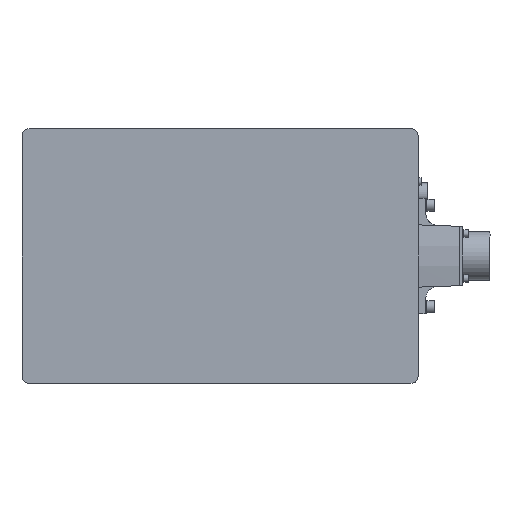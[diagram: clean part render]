
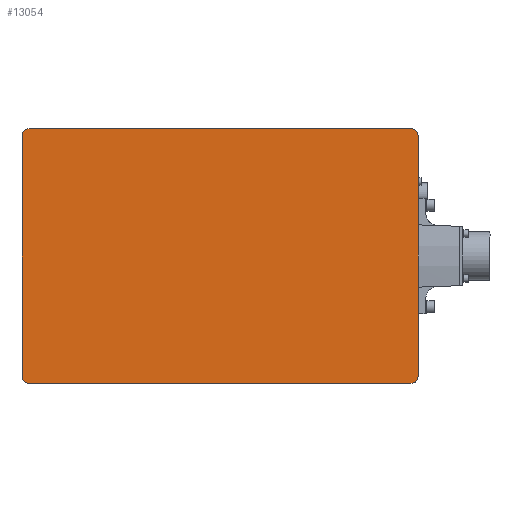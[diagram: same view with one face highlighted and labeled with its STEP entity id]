
A CAD part, front view. The second image highlights one B-rep face of the part: STEP entity #13054.
In plain terms, the highlighted face is planar.
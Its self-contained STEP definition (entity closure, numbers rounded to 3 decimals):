
#1112 = LINE ( 'NONE', #22224, #15878 ) ;
#1309 = ORIENTED_EDGE ( 'NONE', *, *, #23783, .T. ) ;
#1363 = DIRECTION ( 'NONE',  ( -1., 0., 0. ) ) ;
#1431 = CARTESIAN_POINT ( 'NONE',  ( 85., -40., -119. ) ) ;
#1667 = ORIENTED_EDGE ( 'NONE', *, *, #17145, .T. ) ;
#1810 = CARTESIAN_POINT ( 'NONE',  ( -90., 230., -119. ) ) ;
#1875 = DIRECTION ( 'NONE',  ( 0., 0., -1. ) ) ;
#2204 = VERTEX_POINT ( 'NONE', #13135 ) ;
#2450 = ORIENTED_EDGE ( 'NONE', *, *, #23692, .T. ) ;
#3087 = DIRECTION ( 'NONE',  ( -1., 0., 0. ) ) ;
#3340 = PLANE ( 'NONE',  #3576 ) ;
#3576 = AXIS2_PLACEMENT_3D ( 'NONE', #1431, #13282, #13040 ) ;
#3743 = CARTESIAN_POINT ( 'NONE',  ( 90., 230., -119. ) ) ;
#3936 = LINE ( 'NONE', #13499, #6814 ) ;
#4736 = AXIS2_PLACEMENT_3D ( 'NONE', #22265, #1875, #5444 ) ;
#4868 = LINE ( 'NONE', #12528, #23489 ) ;
#5254 = AXIS2_PLACEMENT_3D ( 'NONE', #8129, #17260, #13426 ) ;
#5444 = DIRECTION ( 'NONE',  ( -1., 0., 0. ) ) ;
#5476 = ORIENTED_EDGE ( 'NONE', *, *, #22766, .T. ) ;
#6099 = EDGE_CURVE ( 'NONE', #22479, #13290, #9131, .T. ) ;
#6573 = DIRECTION ( 'NONE',  ( 1., 0., 0. ) ) ;
#6814 = VECTOR ( 'NONE', #8326, 1000. ) ;
#6933 = EDGE_CURVE ( 'NONE', #24481, #18173, #3936, .T. ) ;
#6989 = CARTESIAN_POINT ( 'NONE',  ( -85., -40., -119. ) ) ;
#8129 = CARTESIAN_POINT ( 'NONE',  ( 85., 230., -119. ) ) ;
#8248 = ORIENTED_EDGE ( 'NONE', *, *, #8500, .T. ) ;
#8326 = DIRECTION ( 'NONE',  ( 0., -1., 0. ) ) ;
#8500 = EDGE_CURVE ( 'NONE', #24617, #22479, #4868, .T. ) ;
#8595 = AXIS2_PLACEMENT_3D ( 'NONE', #6989, #22543, #3087 ) ;
#9131 = CIRCLE ( 'NONE', #4736, 5. ) ;
#9498 = FACE_OUTER_BOUND ( 'NONE', #12760, .T. ) ;
#10218 = CARTESIAN_POINT ( 'NONE',  ( 85., -45., -119. ) ) ;
#11190 = DIRECTION ( 'NONE',  ( 0., 0., -1. ) ) ;
#11579 = VERTEX_POINT ( 'NONE', #22765 ) ;
#12112 = LINE ( 'NONE', #10218, #23128 ) ;
#12359 = VERTEX_POINT ( 'NONE', #14661 ) ;
#12528 = CARTESIAN_POINT ( 'NONE',  ( -90., -40., -119. ) ) ;
#12760 = EDGE_LOOP ( 'NONE', ( #5476, #1309, #19077, #8248, #21940, #2450, #1667, #13803 ) ) ;
#13040 = DIRECTION ( 'NONE',  ( -1., 0., 0. ) ) ;
#13054 = ADVANCED_FACE ( 'NONE', ( #9498 ), #3340, .T. ) ;
#13135 = CARTESIAN_POINT ( 'NONE',  ( 85., -45., -119. ) ) ;
#13282 = DIRECTION ( 'NONE',  ( 0., 0., -1. ) ) ;
#13290 = VERTEX_POINT ( 'NONE', #21906 ) ;
#13381 = AXIS2_PLACEMENT_3D ( 'NONE', #14627, #11190, #1363 ) ;
#13426 = DIRECTION ( 'NONE',  ( -1., 0., 0. ) ) ;
#13499 = CARTESIAN_POINT ( 'NONE',  ( 90., 230., -119. ) ) ;
#13803 = ORIENTED_EDGE ( 'NONE', *, *, #6933, .T. ) ;
#14328 = CARTESIAN_POINT ( 'NONE',  ( -90., -40., -119. ) ) ;
#14386 = DIRECTION ( 'NONE',  ( -1., 0., 0. ) ) ;
#14564 = DIRECTION ( 'NONE',  ( 0., 1., 0. ) ) ;
#14627 = CARTESIAN_POINT ( 'NONE',  ( 85., -40., -119. ) ) ;
#14661 = CARTESIAN_POINT ( 'NONE',  ( 85., 235., -119. ) ) ;
#15878 = VECTOR ( 'NONE', #6573, 1000. ) ;
#16892 = CARTESIAN_POINT ( 'NONE',  ( 90., -40., -119. ) ) ;
#17145 = EDGE_CURVE ( 'NONE', #12359, #24481, #24625, .T. ) ;
#17260 = DIRECTION ( 'NONE',  ( 0., 0., -1. ) ) ;
#18173 = VERTEX_POINT ( 'NONE', #16892 ) ;
#19077 = ORIENTED_EDGE ( 'NONE', *, *, #21282, .T. ) ;
#19455 = CIRCLE ( 'NONE', #13381, 5. ) ;
#20314 = CIRCLE ( 'NONE', #8595, 5. ) ;
#21282 = EDGE_CURVE ( 'NONE', #11579, #24617, #20314, .T. ) ;
#21906 = CARTESIAN_POINT ( 'NONE',  ( -85., 235., -119. ) ) ;
#21940 = ORIENTED_EDGE ( 'NONE', *, *, #6099, .T. ) ;
#22224 = CARTESIAN_POINT ( 'NONE',  ( -85., 235., -119. ) ) ;
#22265 = CARTESIAN_POINT ( 'NONE',  ( -85., 230., -119. ) ) ;
#22479 = VERTEX_POINT ( 'NONE', #1810 ) ;
#22543 = DIRECTION ( 'NONE',  ( 0., 0., -1. ) ) ;
#22765 = CARTESIAN_POINT ( 'NONE',  ( -85., -45., -119. ) ) ;
#22766 = EDGE_CURVE ( 'NONE', #18173, #2204, #19455, .T. ) ;
#23128 = VECTOR ( 'NONE', #14386, 1000. ) ;
#23489 = VECTOR ( 'NONE', #14564, 1000. ) ;
#23692 = EDGE_CURVE ( 'NONE', #13290, #12359, #1112, .T. ) ;
#23783 = EDGE_CURVE ( 'NONE', #2204, #11579, #12112, .T. ) ;
#24481 = VERTEX_POINT ( 'NONE', #3743 ) ;
#24617 = VERTEX_POINT ( 'NONE', #14328 ) ;
#24625 = CIRCLE ( 'NONE', #5254, 5. ) ;
